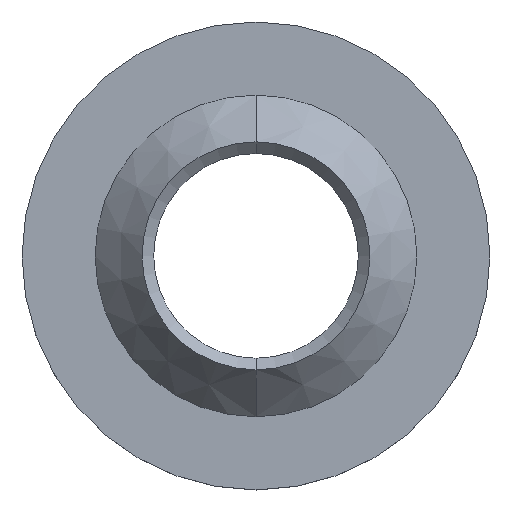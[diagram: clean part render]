
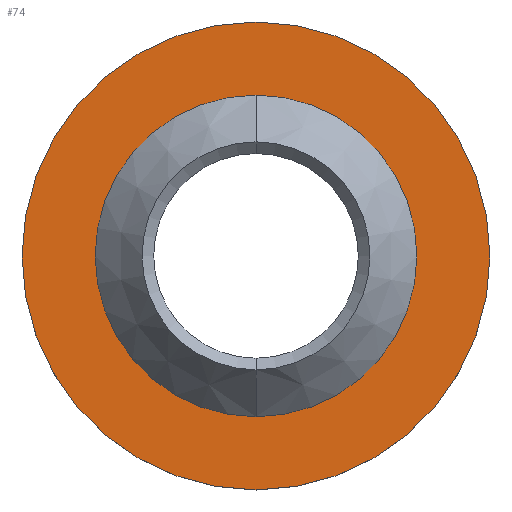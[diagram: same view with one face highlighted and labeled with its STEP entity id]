
A CAD part, top view. The second image highlights one B-rep face of the part: STEP entity #74.
In plain terms, the highlighted planar face has unit normal (0, 0, 1).
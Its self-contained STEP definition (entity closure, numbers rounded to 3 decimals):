
#3 = DIRECTION ( 'NONE',  ( 0., -1., 0. ) ) ;
#6 = CARTESIAN_POINT ( 'NONE',  ( 0., 8., 1.6 ) ) ;
#16 = EDGE_CURVE ( 'NONE', #290, #116, #94, .T. ) ;
#19 = CARTESIAN_POINT ( 'NONE',  ( 0., -8., 1.6 ) ) ;
#23 = ORIENTED_EDGE ( 'NONE', *, *, #345, .F. ) ;
#39 = CIRCLE ( 'NONE', #355, 5.5 ) ;
#41 = DIRECTION ( 'NONE',  ( 0., 1., 0. ) ) ;
#51 = EDGE_LOOP ( 'NONE', ( #315, #176 ) ) ;
#53 = DIRECTION ( 'NONE',  ( 0., 1., 0. ) ) ;
#74 = ADVANCED_FACE ( 'NONE', ( #272, #178 ), #108, .T. ) ;
#75 = DIRECTION ( 'NONE',  ( 0., 1., 0. ) ) ;
#77 = CARTESIAN_POINT ( 'NONE',  ( 8., 0., 1.6 ) ) ;
#90 = DIRECTION ( 'NONE',  ( 0., 0., -1. ) ) ;
#94 = CIRCLE ( 'NONE', #106, 8. ) ;
#97 = CIRCLE ( 'NONE', #352, 5.5 ) ;
#102 = CARTESIAN_POINT ( 'NONE',  ( 0., 0., 1.6 ) ) ;
#106 = AXIS2_PLACEMENT_3D ( 'NONE', #102, #132, #75 ) ;
#108 = PLANE ( 'NONE',  #331 ) ;
#116 = VERTEX_POINT ( 'NONE', #6 ) ;
#122 = VERTEX_POINT ( 'NONE', #193 ) ;
#132 = DIRECTION ( 'NONE',  ( 0., 0., -1. ) ) ;
#136 = DIRECTION ( 'NONE',  ( 0., 0., 1. ) ) ;
#148 = AXIS2_PLACEMENT_3D ( 'NONE', #293, #309, #53 ) ;
#176 = ORIENTED_EDGE ( 'NONE', *, *, #257, .T. ) ;
#178 = FACE_BOUND ( 'NONE', #51, .T. ) ;
#182 = CARTESIAN_POINT ( 'NONE',  ( 0., 0., 1.6 ) ) ;
#183 = CARTESIAN_POINT ( 'NONE',  ( 0., 5.5, 1.6 ) ) ;
#193 = CARTESIAN_POINT ( 'NONE',  ( 0., -5.5, 1.6 ) ) ;
#230 = DIRECTION ( 'NONE',  ( 0., 1., 0. ) ) ;
#236 = CARTESIAN_POINT ( 'NONE',  ( 0., 0., 1.6 ) ) ;
#256 = DIRECTION ( 'NONE',  ( 0., 0., -1. ) ) ;
#257 = EDGE_CURVE ( 'NONE', #122, #267, #97, .T. ) ;
#267 = VERTEX_POINT ( 'NONE', #183 ) ;
#272 = FACE_OUTER_BOUND ( 'NONE', #341, .T. ) ;
#287 = EDGE_CURVE ( 'NONE', #267, #122, #39, .T. ) ;
#290 = VERTEX_POINT ( 'NONE', #19 ) ;
#291 = ORIENTED_EDGE ( 'NONE', *, *, #16, .F. ) ;
#293 = CARTESIAN_POINT ( 'NONE',  ( 0., 0., 1.6 ) ) ;
#309 = DIRECTION ( 'NONE',  ( 0., 0., -1. ) ) ;
#315 = ORIENTED_EDGE ( 'NONE', *, *, #287, .T. ) ;
#331 = AXIS2_PLACEMENT_3D ( 'NONE', #77, #136, #3 ) ;
#341 = EDGE_LOOP ( 'NONE', ( #23, #291 ) ) ;
#345 = EDGE_CURVE ( 'NONE', #116, #290, #348, .T. ) ;
#348 = CIRCLE ( 'NONE', #148, 8. ) ;
#352 = AXIS2_PLACEMENT_3D ( 'NONE', #182, #256, #41 ) ;
#355 = AXIS2_PLACEMENT_3D ( 'NONE', #236, #90, #230 ) ;
